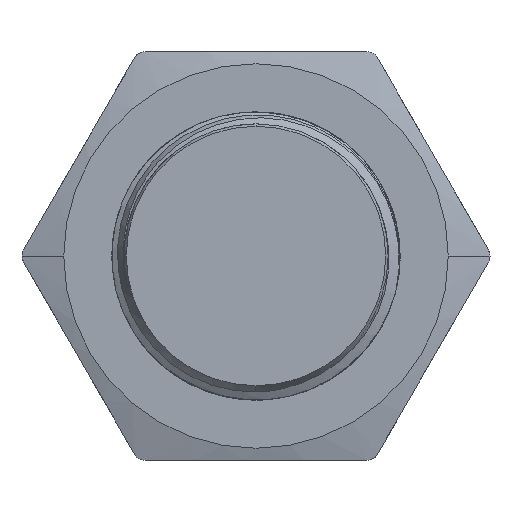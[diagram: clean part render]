
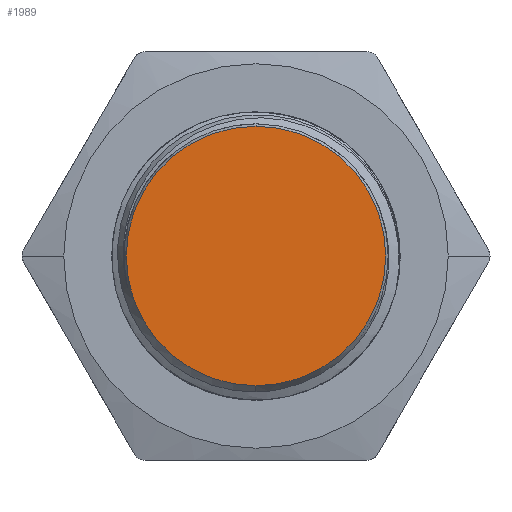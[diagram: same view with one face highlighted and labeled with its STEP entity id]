
A CAD part, front view. The second image highlights one B-rep face of the part: STEP entity #1989.
In plain terms, the highlighted planar face has unit normal (0, -1, 0).
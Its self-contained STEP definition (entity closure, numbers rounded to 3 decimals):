
#396=PLANE('',#12945);
#1989=ADVANCED_FACE('',(#3017),#396,.F.);
#3017=FACE_OUTER_BOUND('',#3699,.T.);
#3699=EDGE_LOOP('',(#5902,#5903));
#4152=CIRCLE('',#12942,5.4);
#4153=CIRCLE('',#12944,5.4);
#5902=ORIENTED_EDGE('',*,*,#10328,.F.);
#5903=ORIENTED_EDGE('',*,*,#10327,.F.);
#8800=VERTEX_POINT('',#22250);
#8802=VERTEX_POINT('',#22254);
#10327=EDGE_CURVE('',#8802,#8800,#4152,.T.);
#10328=EDGE_CURVE('',#8800,#8802,#4153,.T.);
#12942=AXIS2_PLACEMENT_3D('',#22255,#14432,#14433);
#12944=AXIS2_PLACEMENT_3D('',#22257,#14436,#14437);
#12945=AXIS2_PLACEMENT_3D('',#22258,#14438,#14439);
#14432=DIRECTION('',(0.,1.,0.));
#14433=DIRECTION('',(0.,0.,1.));
#14436=DIRECTION('',(0.,1.,0.));
#14437=DIRECTION('',(0.,0.,-1.));
#14438=DIRECTION('',(0.,1.,0.));
#14439=DIRECTION('',(-1.,0.,0.));
#22250=CARTESIAN_POINT('',(0.,0.,-5.4));
#22254=CARTESIAN_POINT('',(0.,0.,5.4));
#22255=CARTESIAN_POINT('',(0.,0.,0.));
#22257=CARTESIAN_POINT('',(0.,0.,0.));
#22258=CARTESIAN_POINT('',(0.,0.,0.));
